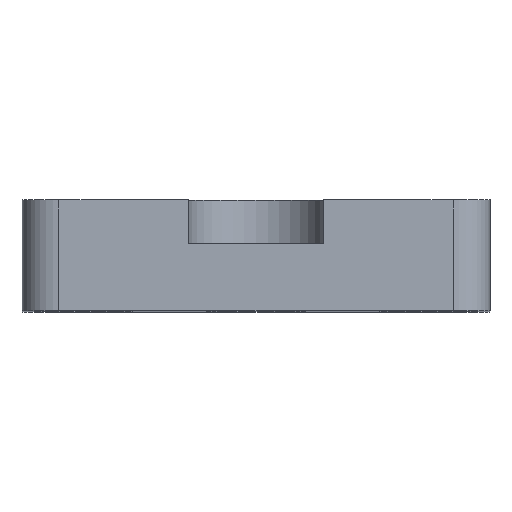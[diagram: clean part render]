
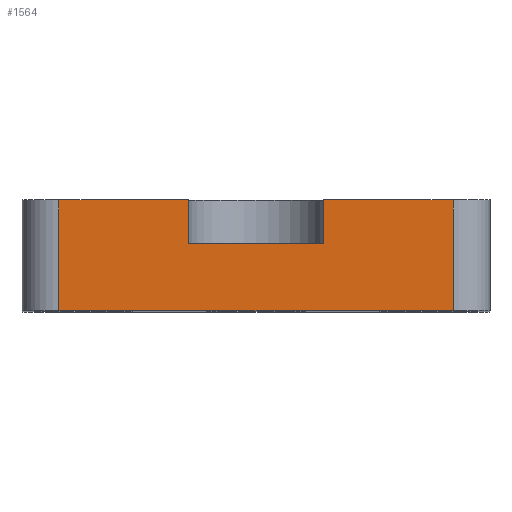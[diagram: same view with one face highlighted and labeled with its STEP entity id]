
A CAD part, top view. The second image highlights one B-rep face of the part: STEP entity #1564.
In plain terms, the highlighted planar face has unit normal (0, 0, 1).
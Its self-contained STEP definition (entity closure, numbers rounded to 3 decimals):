
#69 = ORIENTED_EDGE ( 'NONE', *, *, #909, .F. ) ;
#76 = VECTOR ( 'NONE', #884, 1000. ) ;
#133 = LINE ( 'NONE', #338, #396 ) ;
#139 = CARTESIAN_POINT ( 'NONE',  ( 5.5, 9., 30. ) ) ;
#175 = DIRECTION ( 'NONE',  ( 1., 0., 0. ) ) ;
#210 = ORIENTED_EDGE ( 'NONE', *, *, #849, .T. ) ;
#219 = EDGE_LOOP ( 'NONE', ( #416, #960, #1652, #210, #69, #567, #1232, #1031 ) ) ;
#251 = CARTESIAN_POINT ( 'NONE',  ( 16., 0., 30. ) ) ;
#310 = DIRECTION ( 'NONE',  ( -1., 0., 0. ) ) ;
#315 = VECTOR ( 'NONE', #816, 1000. ) ;
#338 = CARTESIAN_POINT ( 'NONE',  ( -16., 9., 30. ) ) ;
#347 = CARTESIAN_POINT ( 'NONE',  ( -19., 5.5, 30. ) ) ;
#396 = VECTOR ( 'NONE', #1278, 1000. ) ;
#398 = VERTEX_POINT ( 'NONE', #1223 ) ;
#410 = CARTESIAN_POINT ( 'NONE',  ( 16., 9., 30. ) ) ;
#416 = ORIENTED_EDGE ( 'NONE', *, *, #490, .F. ) ;
#445 = PLANE ( 'NONE',  #1622 ) ;
#467 = DIRECTION ( 'NONE',  ( -1., 0., 0. ) ) ;
#490 = EDGE_CURVE ( 'NONE', #1533, #1460, #602, .T. ) ;
#522 = EDGE_CURVE ( 'NONE', #1710, #878, #1010, .T. ) ;
#537 = CARTESIAN_POINT ( 'NONE',  ( -5.5, 9., 30. ) ) ;
#541 = LINE ( 'NONE', #570, #1552 ) ;
#562 = LINE ( 'NONE', #1131, #715 ) ;
#567 = ORIENTED_EDGE ( 'NONE', *, *, #522, .F. ) ;
#570 = CARTESIAN_POINT ( 'NONE',  ( -19., 9., 30. ) ) ;
#579 = DIRECTION ( 'NONE',  ( 0., 0., -1. ) ) ;
#602 = LINE ( 'NONE', #1513, #754 ) ;
#675 = LINE ( 'NONE', #410, #315 ) ;
#715 = VECTOR ( 'NONE', #1413, 1000. ) ;
#726 = CARTESIAN_POINT ( 'NONE',  ( 5.5, 5.5, 30. ) ) ;
#754 = VECTOR ( 'NONE', #175, 1000. ) ;
#768 = LINE ( 'NONE', #347, #1089 ) ;
#816 = DIRECTION ( 'NONE',  ( 0., 1., 0. ) ) ;
#849 = EDGE_CURVE ( 'NONE', #1399, #1688, #675, .T. ) ;
#878 = VERTEX_POINT ( 'NONE', #139 ) ;
#884 = DIRECTION ( 'NONE',  ( 0., 1., 0. ) ) ;
#909 = EDGE_CURVE ( 'NONE', #878, #1688, #541, .T. ) ;
#960 = ORIENTED_EDGE ( 'NONE', *, *, #1091, .T. ) ;
#1010 = LINE ( 'NONE', #1384, #1721 ) ;
#1031 = ORIENTED_EDGE ( 'NONE', *, *, #1147, .T. ) ;
#1044 = CARTESIAN_POINT ( 'NONE',  ( -5.5, -13.916, 30. ) ) ;
#1059 = LINE ( 'NONE', #1044, #76 ) ;
#1089 = VECTOR ( 'NONE', #467, 1000. ) ;
#1091 = EDGE_CURVE ( 'NONE', #1533, #398, #133, .T. ) ;
#1096 = EDGE_CURVE ( 'NONE', #398, #1399, #562, .T. ) ;
#1097 = CARTESIAN_POINT ( 'NONE',  ( -16., 9., 30. ) ) ;
#1101 = DIRECTION ( 'NONE',  ( 1., 0., 0. ) ) ;
#1131 = CARTESIAN_POINT ( 'NONE',  ( -19., 0., 30. ) ) ;
#1147 = EDGE_CURVE ( 'NONE', #1188, #1460, #1059, .T. ) ;
#1188 = VERTEX_POINT ( 'NONE', #1306 ) ;
#1223 = CARTESIAN_POINT ( 'NONE',  ( -16., 0., 30. ) ) ;
#1232 = ORIENTED_EDGE ( 'NONE', *, *, #1703, .T. ) ;
#1278 = DIRECTION ( 'NONE',  ( 0., -1., 0. ) ) ;
#1306 = CARTESIAN_POINT ( 'NONE',  ( -5.5, 5.5, 30. ) ) ;
#1384 = CARTESIAN_POINT ( 'NONE',  ( 5.5, -13.916, 30. ) ) ;
#1399 = VERTEX_POINT ( 'NONE', #251 ) ;
#1412 = CARTESIAN_POINT ( 'NONE',  ( -19., 9., 30. ) ) ;
#1413 = DIRECTION ( 'NONE',  ( 1., 0., 0. ) ) ;
#1460 = VERTEX_POINT ( 'NONE', #537 ) ;
#1513 = CARTESIAN_POINT ( 'NONE',  ( -19., 9., 30. ) ) ;
#1533 = VERTEX_POINT ( 'NONE', #1097 ) ;
#1552 = VECTOR ( 'NONE', #1101, 1000. ) ;
#1557 = CARTESIAN_POINT ( 'NONE',  ( 16., 9., 30. ) ) ;
#1564 = ADVANCED_FACE ( 'NONE', ( #1672 ), #445, .F. ) ;
#1622 = AXIS2_PLACEMENT_3D ( 'NONE', #1412, #579, #310 ) ;
#1641 = DIRECTION ( 'NONE',  ( 0., 1., 0. ) ) ;
#1652 = ORIENTED_EDGE ( 'NONE', *, *, #1096, .T. ) ;
#1672 = FACE_OUTER_BOUND ( 'NONE', #219, .T. ) ;
#1688 = VERTEX_POINT ( 'NONE', #1557 ) ;
#1703 = EDGE_CURVE ( 'NONE', #1710, #1188, #768, .T. ) ;
#1710 = VERTEX_POINT ( 'NONE', #726 ) ;
#1721 = VECTOR ( 'NONE', #1641, 1000. ) ;
